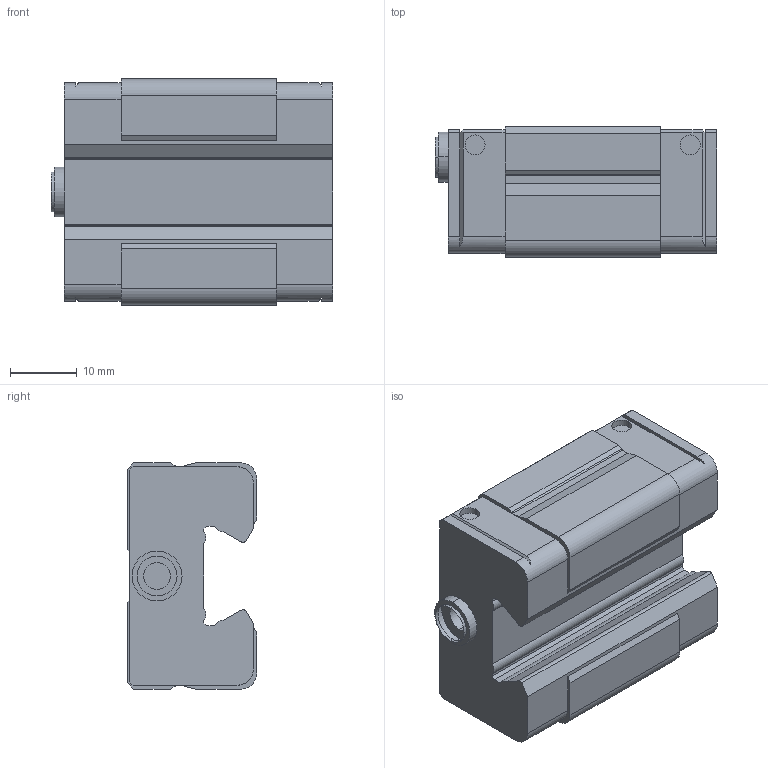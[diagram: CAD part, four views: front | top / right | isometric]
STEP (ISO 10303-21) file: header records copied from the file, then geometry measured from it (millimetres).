
FILE_DESCRIPTION (( 'STEP AP214' ), '1' );
FILE_NAME ('SSR15XVSS, Føringsvogn, Bondy.STEP', '2020-06-15T08:32:12', ( '' ), ( '' ), 'SwSTEP 2.0', 'SolidWorks 2020', '' );
FILE_SCHEMA (( 'AUTOMOTIVE_DESIGN' ));
Length unit declared in the file: millimetre
Products named in the file (3): SSR15XVSS, Føringsvogn, Bondy; _PB107PB1021BNipple; _SSR15XVYSSPB1021B1 Slide15-25
Assembly tree (2 placements, depth 2):
  SSR15XVSS, Føringsvogn, Bondy
    _SSR15XVYSSPB1021B1 Slide15-25
    _PB107PB1021BNipple
Bounding box: 42.3 x 19.5 x 34 mm (x, y, z)
Volume: 21257.9 mm3; surface area: 6592.4 mm2
Topology: 1 solids, 2 shells, 120 faces, 327 edges, 216 vertices
Faces by surface type: plane 75, cylinder 37, cone 8
Entity records: 3876 total; most frequent: CARTESIAN_POINT 677, DIRECTION 661, ORIENTED_EDGE 644, EDGE_CURVE 323, LINE 229, VECTOR 229, VERTEX_POINT 216, AXIS2_PLACEMENT_3D 216
